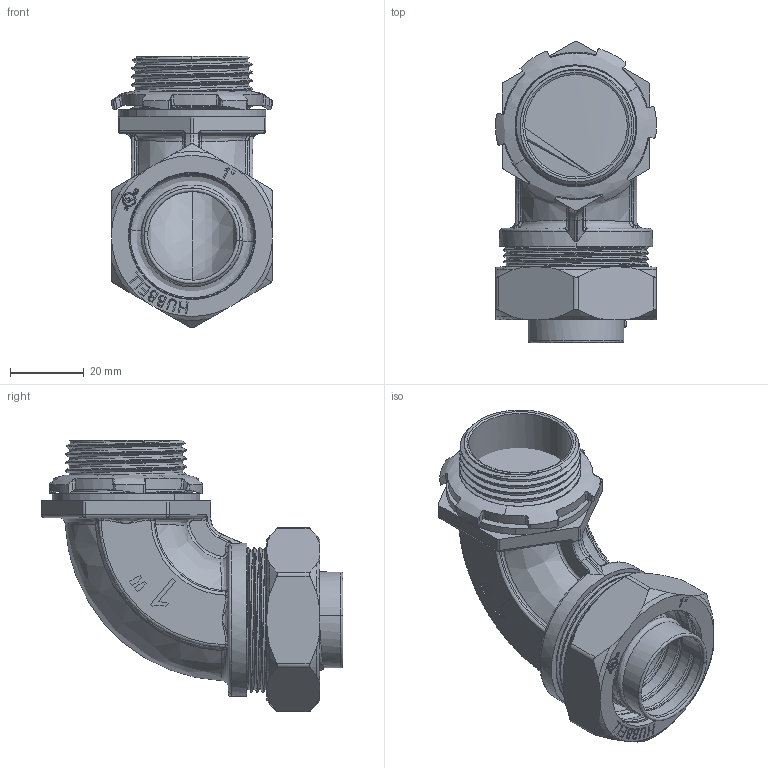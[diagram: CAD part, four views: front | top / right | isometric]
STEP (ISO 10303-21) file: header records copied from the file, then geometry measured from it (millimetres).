
FILE_DESCRIPTION (( 'STEP AP214' ), '1' );
FILE_NAME ('3424.step', '2017-10-09T20:12:48', ( '' ), ( '' ), 'SwSTEP 2.0', 'SolidWorks 2017', '' );
FILE_SCHEMA (( 'AUTOMOTIVE_DESIGN' ));
Length unit declared in the file: inch
Products named in the file (7): 3424-2; 3424-3; 3424-1; 3424-6; 3424; 3424-4; 3424-5
Assembly tree (6 placements, depth 2):
  3424
    3424-6
    3424-2
    3424-3
    3424-1
    3424-5
    3424-4
Bounding box: 43.6 x 81.7 x 73.65 mm (x, y, z)
Volume: 37015.6 mm3; surface area: 38430.5 mm2
Topology: 6 solids, 6 shells, 611 faces, 1659 edges, 1073 vertices
Faces by surface type: plane 212, bspline 207, cylinder 133, cone 59
Entity records: 48732 total; most frequent: CARTESIAN_POINT 27476, ORIENTED_EDGE 3284, DIRECTION 1892, EDGE_CURVE 1642, VERTEX_POINT 1071, B_SPLINE_CURVE_WITH_KNOTS 697, EDGE_LOOP 645, AXIS2_PLACEMENT_3D 640
